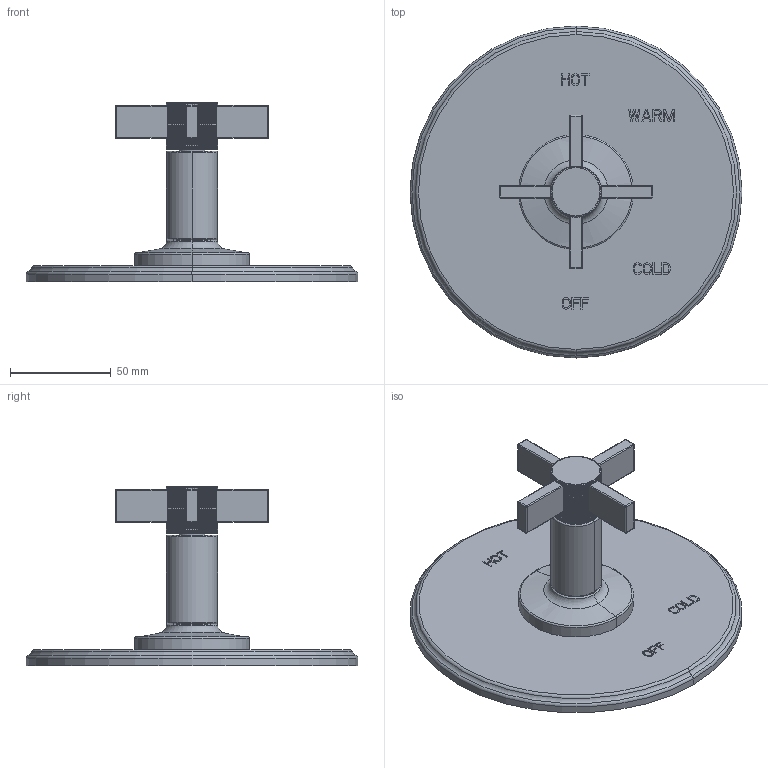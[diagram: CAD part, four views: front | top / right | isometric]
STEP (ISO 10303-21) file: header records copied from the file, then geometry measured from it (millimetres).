
FILE_DESCRIPTION((''),'2;1');
FILE_NAME('4-3244BP','2024-07-31T16:55:38',('rsmith'),(''),'CREO PARAMETRIC BY PTC INC, 2023134','CREO PARAMETRIC BY PTC INC, 2023134','');
FILE_SCHEMA(('CONFIG_CONTROL_DESIGN'));
Length unit declared in the file: inch
Products named in the file (1): 4-3244BP
Bounding box: 165.1 x 165.1 x 89.26 mm (x, y, z)
Volume: 96601.9 mm3; surface area: 61120.4 mm2
Topology: 1 solids, 1 shells, 694 faces, 1919 edges, 1254 vertices
Faces by surface type: plane 524, cylinder 126, torus 26, sphere 16, bspline 2
Entity records: 23645 total; most frequent: CARTESIAN_POINT 6209, ORIENTED_EDGE 3838, DIRECTION 3307, EDGE_CURVE 1919, VECTOR 1339, LINE 1339, VERTEX_POINT 1254, AXIS2_PLACEMENT_3D 984
